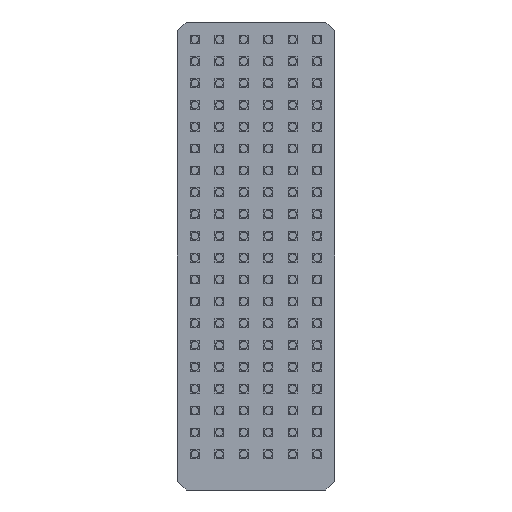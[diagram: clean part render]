
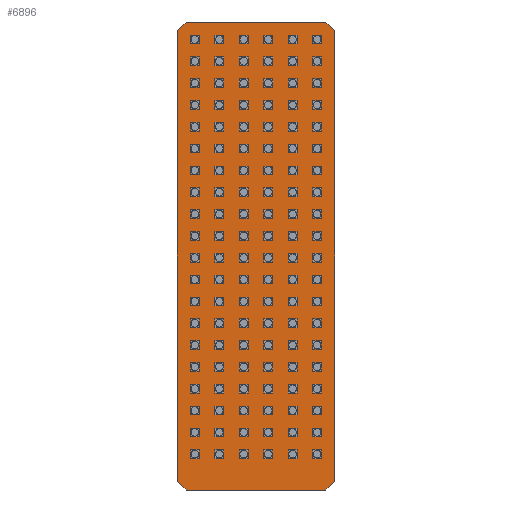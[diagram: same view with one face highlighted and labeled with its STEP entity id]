
A CAD part, front view. The second image highlights one B-rep face of the part: STEP entity #6896.
In plain terms, the highlighted planar face has unit normal (0, -1, 0).
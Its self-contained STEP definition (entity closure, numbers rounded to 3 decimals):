
#6294 = PLANE('',#6295);
#6295 = AXIS2_PLACEMENT_3D('',#6296,#6297,#6298);
#6296 = CARTESIAN_POINT('',(42.349,11.1,138.5));
#6297 = DIRECTION('',(0.707,0.,0.707));
#6298 = DIRECTION('',(0.707,0.,-0.707));
#6322 = PLANE('',#6323);
#6323 = AXIS2_PLACEMENT_3D('',#6324,#6325,#6326);
#6324 = CARTESIAN_POINT('',(44.849,11.5,141.));
#6325 = DIRECTION('',(0.,0.,1.));
#6326 = DIRECTION('',(-1.,0.,0.));
#6350 = PLANE('',#6351);
#6351 = AXIS2_PLACEMENT_3D('',#6352,#6353,#6354);
#6352 = CARTESIAN_POINT('',(-42.651,11.1,138.5));
#6353 = DIRECTION('',(-0.707,0.,0.707));
#6354 = DIRECTION('',(0.707,0.,0.707));
#6378 = PLANE('',#6379);
#6379 = AXIS2_PLACEMENT_3D('',#6380,#6381,#6382);
#6380 = CARTESIAN_POINT('',(-45.151,11.5,141.));
#6381 = DIRECTION('',(-1.,0.,0.));
#6382 = DIRECTION('',(0.,0.,-1.));
#6406 = PLANE('',#6407);
#6407 = AXIS2_PLACEMENT_3D('',#6408,#6409,#6410);
#6408 = CARTESIAN_POINT('',(-42.651,11.1,-124.5));
#6409 = DIRECTION('',(-0.707,0.,-0.707));
#6410 = DIRECTION('',(-0.707,0.,0.707));
#6434 = PLANE('',#6435);
#6435 = AXIS2_PLACEMENT_3D('',#6436,#6437,#6438);
#6436 = CARTESIAN_POINT('',(-45.151,11.5,-127.));
#6437 = DIRECTION('',(0.,0.,-1.));
#6438 = DIRECTION('',(1.,0.,0.));
#6462 = PLANE('',#6463);
#6463 = AXIS2_PLACEMENT_3D('',#6464,#6465,#6466);
#6464 = CARTESIAN_POINT('',(42.349,11.1,-124.5));
#6465 = DIRECTION('',(0.707,0.,-0.707));
#6466 = DIRECTION('',(-0.707,0.,-0.707));
#6488 = PLANE('',#6489);
#6489 = AXIS2_PLACEMENT_3D('',#6490,#6491,#6492);
#6490 = CARTESIAN_POINT('',(44.849,11.5,-127.));
#6491 = DIRECTION('',(1.,0.,0.));
#6492 = DIRECTION('',(0.,0.,1.));
#6505 = VERTEX_POINT('',#6506);
#6506 = CARTESIAN_POINT('',(44.849,10.7,136.));
#6527 = EDGE_CURVE('',#6505,#6528,#6530,.T.);
#6528 = VERTEX_POINT('',#6529);
#6529 = CARTESIAN_POINT('',(39.849,10.7,141.));
#6530 = SURFACE_CURVE('',#6531,(#6535,#6542),.PCURVE_S1.);
#6531 = LINE('',#6532,#6533);
#6532 = CARTESIAN_POINT('',(44.849,10.7,136.));
#6533 = VECTOR('',#6534,1.);
#6534 = DIRECTION('',(-0.707,0.,0.707));
#6535 = PCURVE('',#6294,#6536);
#6536 = DEFINITIONAL_REPRESENTATION('',(#6537),#6541);
#6537 = LINE('',#6538,#6539);
#6538 = CARTESIAN_POINT('',(3.536,-0.4));
#6539 = VECTOR('',#6540,1.);
#6540 = DIRECTION('',(-1.,0.));
#6541 = ( GEOMETRIC_REPRESENTATION_CONTEXT(2) 
PARAMETRIC_REPRESENTATION_CONTEXT() REPRESENTATION_CONTEXT('2D SPACE',''
  ) );
#6542 = PCURVE('',#6543,#6548);
#6543 = PLANE('',#6544);
#6544 = AXIS2_PLACEMENT_3D('',#6545,#6546,#6547);
#6545 = CARTESIAN_POINT('',(0.,10.7,0.));
#6546 = DIRECTION('',(0.,-1.,0.));
#6547 = DIRECTION('',(1.,0.,0.));
#6548 = DEFINITIONAL_REPRESENTATION('',(#6549),#6553);
#6549 = LINE('',#6550,#6551);
#6550 = CARTESIAN_POINT('',(44.849,136.));
#6551 = VECTOR('',#6552,1.);
#6552 = DIRECTION('',(-0.707,0.707));
#6553 = ( GEOMETRIC_REPRESENTATION_CONTEXT(2) 
PARAMETRIC_REPRESENTATION_CONTEXT() REPRESENTATION_CONTEXT('2D SPACE',''
  ) );
#6582 = VERTEX_POINT('',#6583);
#6583 = CARTESIAN_POINT('',(44.849,10.7,-122.));
#6604 = EDGE_CURVE('',#6582,#6505,#6605,.T.);
#6605 = SURFACE_CURVE('',#6606,(#6610,#6617),.PCURVE_S1.);
#6606 = LINE('',#6607,#6608);
#6607 = CARTESIAN_POINT('',(44.849,10.7,-122.));
#6608 = VECTOR('',#6609,1.);
#6609 = DIRECTION('',(0.,0.,1.));
#6610 = PCURVE('',#6488,#6611);
#6611 = DEFINITIONAL_REPRESENTATION('',(#6612),#6616);
#6612 = LINE('',#6613,#6614);
#6613 = CARTESIAN_POINT('',(5.,0.8));
#6614 = VECTOR('',#6615,1.);
#6615 = DIRECTION('',(1.,0.));
#6616 = ( GEOMETRIC_REPRESENTATION_CONTEXT(2) 
PARAMETRIC_REPRESENTATION_CONTEXT() REPRESENTATION_CONTEXT('2D SPACE',''
  ) );
#6617 = PCURVE('',#6543,#6618);
#6618 = DEFINITIONAL_REPRESENTATION('',(#6619),#6623);
#6619 = LINE('',#6620,#6621);
#6620 = CARTESIAN_POINT('',(44.849,-122.));
#6621 = VECTOR('',#6622,1.);
#6622 = DIRECTION('',(0.,1.));
#6623 = ( GEOMETRIC_REPRESENTATION_CONTEXT(2) 
PARAMETRIC_REPRESENTATION_CONTEXT() REPRESENTATION_CONTEXT('2D SPACE',''
  ) );
#6630 = VERTEX_POINT('',#6631);
#6631 = CARTESIAN_POINT('',(39.849,10.7,-127.));
#6652 = EDGE_CURVE('',#6630,#6582,#6653,.T.);
#6653 = SURFACE_CURVE('',#6654,(#6658,#6665),.PCURVE_S1.);
#6654 = LINE('',#6655,#6656);
#6655 = CARTESIAN_POINT('',(39.849,10.7,-127.));
#6656 = VECTOR('',#6657,1.);
#6657 = DIRECTION('',(0.707,0.,0.707));
#6658 = PCURVE('',#6462,#6659);
#6659 = DEFINITIONAL_REPRESENTATION('',(#6660),#6664);
#6660 = LINE('',#6661,#6662);
#6661 = CARTESIAN_POINT('',(3.536,-0.4));
#6662 = VECTOR('',#6663,1.);
#6663 = DIRECTION('',(-1.,0.));
#6664 = ( GEOMETRIC_REPRESENTATION_CONTEXT(2) 
PARAMETRIC_REPRESENTATION_CONTEXT() REPRESENTATION_CONTEXT('2D SPACE',''
  ) );
#6665 = PCURVE('',#6543,#6666);
#6666 = DEFINITIONAL_REPRESENTATION('',(#6667),#6671);
#6667 = LINE('',#6668,#6669);
#6668 = CARTESIAN_POINT('',(39.849,-127.));
#6669 = VECTOR('',#6670,1.);
#6670 = DIRECTION('',(0.707,0.707));
#6671 = ( GEOMETRIC_REPRESENTATION_CONTEXT(2) 
PARAMETRIC_REPRESENTATION_CONTEXT() REPRESENTATION_CONTEXT('2D SPACE',''
  ) );
#6680 = VERTEX_POINT('',#6681);
#6681 = CARTESIAN_POINT('',(-40.151,10.7,-127.));
#6702 = EDGE_CURVE('',#6680,#6630,#6703,.T.);
#6703 = SURFACE_CURVE('',#6704,(#6708,#6715),.PCURVE_S1.);
#6704 = LINE('',#6705,#6706);
#6705 = CARTESIAN_POINT('',(-40.151,10.7,-127.));
#6706 = VECTOR('',#6707,1.);
#6707 = DIRECTION('',(1.,0.,0.));
#6708 = PCURVE('',#6434,#6709);
#6709 = DEFINITIONAL_REPRESENTATION('',(#6710),#6714);
#6710 = LINE('',#6711,#6712);
#6711 = CARTESIAN_POINT('',(5.,0.8));
#6712 = VECTOR('',#6713,1.);
#6713 = DIRECTION('',(1.,0.));
#6714 = ( GEOMETRIC_REPRESENTATION_CONTEXT(2) 
PARAMETRIC_REPRESENTATION_CONTEXT() REPRESENTATION_CONTEXT('2D SPACE',''
  ) );
#6715 = PCURVE('',#6543,#6716);
#6716 = DEFINITIONAL_REPRESENTATION('',(#6717),#6721);
#6717 = LINE('',#6718,#6719);
#6718 = CARTESIAN_POINT('',(-40.151,-127.));
#6719 = VECTOR('',#6720,1.);
#6720 = DIRECTION('',(1.,0.));
#6721 = ( GEOMETRIC_REPRESENTATION_CONTEXT(2) 
PARAMETRIC_REPRESENTATION_CONTEXT() REPRESENTATION_CONTEXT('2D SPACE',''
  ) );
#6728 = VERTEX_POINT('',#6729);
#6729 = CARTESIAN_POINT('',(-45.151,10.7,-122.));
#6750 = EDGE_CURVE('',#6728,#6680,#6751,.T.);
#6751 = SURFACE_CURVE('',#6752,(#6756,#6763),.PCURVE_S1.);
#6752 = LINE('',#6753,#6754);
#6753 = CARTESIAN_POINT('',(-45.151,10.7,-122.));
#6754 = VECTOR('',#6755,1.);
#6755 = DIRECTION('',(0.707,0.,-0.707));
#6756 = PCURVE('',#6406,#6757);
#6757 = DEFINITIONAL_REPRESENTATION('',(#6758),#6762);
#6758 = LINE('',#6759,#6760);
#6759 = CARTESIAN_POINT('',(3.536,-0.4));
#6760 = VECTOR('',#6761,1.);
#6761 = DIRECTION('',(-1.,0.));
#6762 = ( GEOMETRIC_REPRESENTATION_CONTEXT(2) 
PARAMETRIC_REPRESENTATION_CONTEXT() REPRESENTATION_CONTEXT('2D SPACE',''
  ) );
#6763 = PCURVE('',#6543,#6764);
#6764 = DEFINITIONAL_REPRESENTATION('',(#6765),#6769);
#6765 = LINE('',#6766,#6767);
#6766 = CARTESIAN_POINT('',(-45.151,-122.));
#6767 = VECTOR('',#6768,1.);
#6768 = DIRECTION('',(0.707,-0.707));
#6769 = ( GEOMETRIC_REPRESENTATION_CONTEXT(2) 
PARAMETRIC_REPRESENTATION_CONTEXT() REPRESENTATION_CONTEXT('2D SPACE',''
  ) );
#6776 = VERTEX_POINT('',#6777);
#6777 = CARTESIAN_POINT('',(-45.151,10.7,136.));
#6798 = EDGE_CURVE('',#6776,#6728,#6799,.T.);
#6799 = SURFACE_CURVE('',#6800,(#6804,#6811),.PCURVE_S1.);
#6800 = LINE('',#6801,#6802);
#6801 = CARTESIAN_POINT('',(-45.151,10.7,136.));
#6802 = VECTOR('',#6803,1.);
#6803 = DIRECTION('',(0.,0.,-1.));
#6804 = PCURVE('',#6378,#6805);
#6805 = DEFINITIONAL_REPRESENTATION('',(#6806),#6810);
#6806 = LINE('',#6807,#6808);
#6807 = CARTESIAN_POINT('',(5.,0.8));
#6808 = VECTOR('',#6809,1.);
#6809 = DIRECTION('',(1.,0.));
#6810 = ( GEOMETRIC_REPRESENTATION_CONTEXT(2) 
PARAMETRIC_REPRESENTATION_CONTEXT() REPRESENTATION_CONTEXT('2D SPACE',''
  ) );
#6811 = PCURVE('',#6543,#6812);
#6812 = DEFINITIONAL_REPRESENTATION('',(#6813),#6817);
#6813 = LINE('',#6814,#6815);
#6814 = CARTESIAN_POINT('',(-45.151,136.));
#6815 = VECTOR('',#6816,1.);
#6816 = DIRECTION('',(0.,-1.));
#6817 = ( GEOMETRIC_REPRESENTATION_CONTEXT(2) 
PARAMETRIC_REPRESENTATION_CONTEXT() REPRESENTATION_CONTEXT('2D SPACE',''
  ) );
#6826 = VERTEX_POINT('',#6827);
#6827 = CARTESIAN_POINT('',(-40.151,10.7,141.));
#6848 = EDGE_CURVE('',#6826,#6776,#6849,.T.);
#6849 = SURFACE_CURVE('',#6850,(#6854,#6861),.PCURVE_S1.);
#6850 = LINE('',#6851,#6852);
#6851 = CARTESIAN_POINT('',(-40.151,10.7,141.));
#6852 = VECTOR('',#6853,1.);
#6853 = DIRECTION('',(-0.707,0.,-0.707));
#6854 = PCURVE('',#6350,#6855);
#6855 = DEFINITIONAL_REPRESENTATION('',(#6856),#6860);
#6856 = LINE('',#6857,#6858);
#6857 = CARTESIAN_POINT('',(3.536,-0.4));
#6858 = VECTOR('',#6859,1.);
#6859 = DIRECTION('',(-1.,0.));
#6860 = ( GEOMETRIC_REPRESENTATION_CONTEXT(2) 
PARAMETRIC_REPRESENTATION_CONTEXT() REPRESENTATION_CONTEXT('2D SPACE',''
  ) );
#6861 = PCURVE('',#6543,#6862);
#6862 = DEFINITIONAL_REPRESENTATION('',(#6863),#6867);
#6863 = LINE('',#6864,#6865);
#6864 = CARTESIAN_POINT('',(-40.151,141.));
#6865 = VECTOR('',#6866,1.);
#6866 = DIRECTION('',(-0.707,-0.707));
#6867 = ( GEOMETRIC_REPRESENTATION_CONTEXT(2) 
PARAMETRIC_REPRESENTATION_CONTEXT() REPRESENTATION_CONTEXT('2D SPACE',''
  ) );
#6874 = EDGE_CURVE('',#6528,#6826,#6875,.T.);
#6875 = SURFACE_CURVE('',#6876,(#6880,#6887),.PCURVE_S1.);
#6876 = LINE('',#6877,#6878);
#6877 = CARTESIAN_POINT('',(39.849,10.7,141.));
#6878 = VECTOR('',#6879,1.);
#6879 = DIRECTION('',(-1.,0.,0.));
#6880 = PCURVE('',#6322,#6881);
#6881 = DEFINITIONAL_REPRESENTATION('',(#6882),#6886);
#6882 = LINE('',#6883,#6884);
#6883 = CARTESIAN_POINT('',(5.,0.8));
#6884 = VECTOR('',#6885,1.);
#6885 = DIRECTION('',(1.,0.));
#6886 = ( GEOMETRIC_REPRESENTATION_CONTEXT(2) 
PARAMETRIC_REPRESENTATION_CONTEXT() REPRESENTATION_CONTEXT('2D SPACE',''
  ) );
#6887 = PCURVE('',#6543,#6888);
#6888 = DEFINITIONAL_REPRESENTATION('',(#6889),#6893);
#6889 = LINE('',#6890,#6891);
#6890 = CARTESIAN_POINT('',(39.849,141.));
#6891 = VECTOR('',#6892,1.);
#6892 = DIRECTION('',(-1.,0.));
#6893 = ( GEOMETRIC_REPRESENTATION_CONTEXT(2) 
PARAMETRIC_REPRESENTATION_CONTEXT() REPRESENTATION_CONTEXT('2D SPACE',''
  ) );
#6896 = ADVANCED_FACE('',(#6897),#6543,.T.);
#6897 = FACE_BOUND('',#6898,.F.);
#6898 = EDGE_LOOP('',(#6899,#6900,#6901,#6902,#6903,#6904,#6905,#6906));
#6899 = ORIENTED_EDGE('',*,*,#6527,.F.);
#6900 = ORIENTED_EDGE('',*,*,#6604,.F.);
#6901 = ORIENTED_EDGE('',*,*,#6652,.F.);
#6902 = ORIENTED_EDGE('',*,*,#6702,.F.);
#6903 = ORIENTED_EDGE('',*,*,#6750,.F.);
#6904 = ORIENTED_EDGE('',*,*,#6798,.F.);
#6905 = ORIENTED_EDGE('',*,*,#6848,.F.);
#6906 = ORIENTED_EDGE('',*,*,#6874,.F.);
